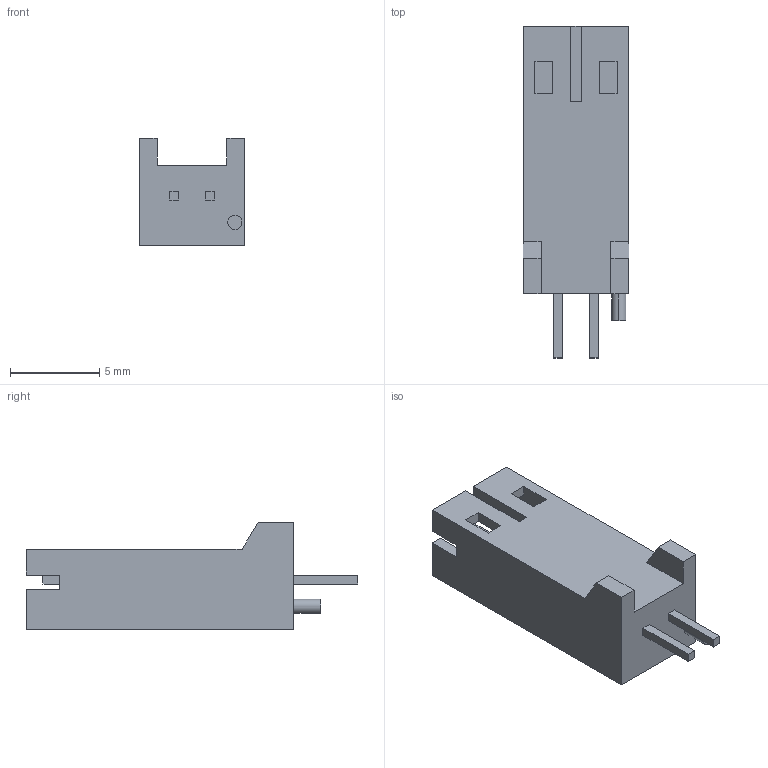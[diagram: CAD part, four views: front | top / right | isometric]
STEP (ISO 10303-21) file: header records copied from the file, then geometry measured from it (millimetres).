
FILE_DESCRIPTION (( 'STEP AP214' ), '1' );
FILE_NAME ('BH2B-PH.STEP', '2010-06-16T06:52:28', ( ' ' ), ( ' ' ), 'SwSTEP 2.0', 'SolidWorks 2005235', '' );
FILE_SCHEMA (( 'AUTOMOTIVE_DESIGN' ));
Length unit declared in the file: millimetre
Products named in the file (1): BH2B-PH
Bounding box: 5.9 x 18.59 x 6 mm (x, y, z)
Volume: 335.7 mm3; surface area: 483.1 mm2
Topology: 1 solids, 1 shells, 57 faces, 156 edges, 104 vertices
Faces by surface type: plane 55, cylinder 2
Entity records: 2432 total; most frequent: CARTESIAN_POINT 318, ORIENTED_EDGE 312, DIRECTION 276, EDGE_CURVE 156, VECTOR 152, LINE 152, VERTEX_POINT 104, EDGE_LOOP 64
